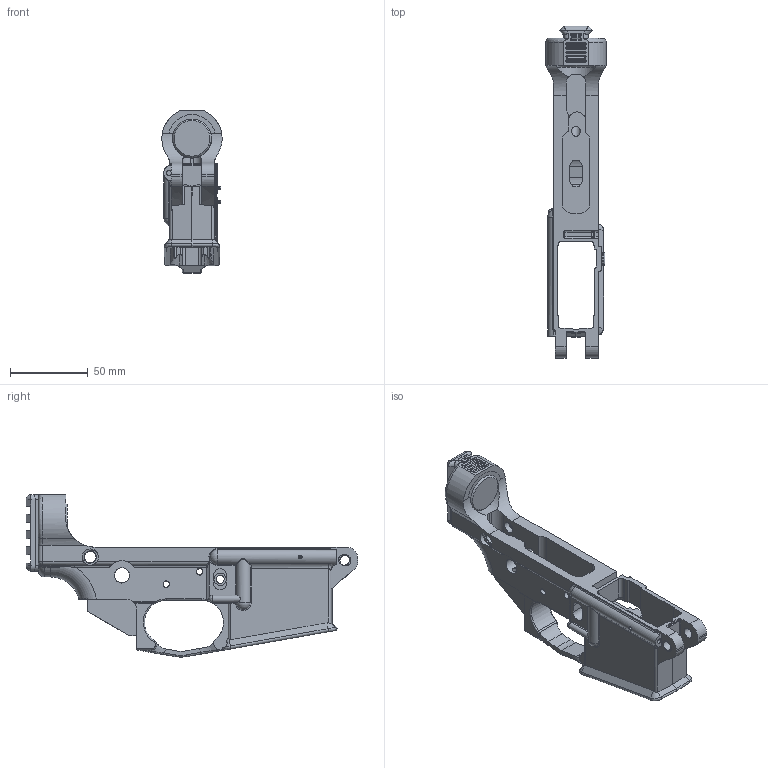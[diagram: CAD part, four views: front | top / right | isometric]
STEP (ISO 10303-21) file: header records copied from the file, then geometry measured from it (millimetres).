
FILE_DESCRIPTION(/* description */ (''),/* implementation_level */ '2;1');
FILE_NAME(/* name */ 'SW1522.step',/* time_stamp */ '2020-10-25T01:51:26-04:00',/* author */ (''),/* organization */ (''),/* preprocessor_version */ 'ST-DEVELOPER v18.1',/* originating_system */ 'Autodesk Translation Framework v9.3.0.1241',/* authorisation */ '');
FILE_SCHEMA (('AUTOMOTIVE_DESIGN { 1 0 10303 214 3 1 1 }'));
Length unit declared in the file: millimetre
Products named in the file (5): SW1522; SW1522_1; Lower Receiver; Plug; Bevel
Assembly tree (4 placements, depth 5):
  SW1522
    SW1522_1
      Lower Receiver
        Plug
          Bevel
Bounding box: 38.75 x 213.55 x 104.4 mm (x, y, z)
Volume: 130940.3 mm3; surface area: 57341.3 mm2
Topology: 2 solids, 2 shells, 579 faces, 1557 edges, 969 vertices
Faces by surface type: cylinder 222, plane 209, bspline 87, torus 39, cone 14, sphere 8
Full cylindrical faces by diameter (mm): 2.481 x1, 3.962 x2, 4.2 x1, 4.262 x2, 4.35 x1, 4.9 x1, 5.182 x1, 5.537 x1, 7 x3, 7.475 x2, 7.925 x3, 9.85 x2, 10.476 x2
Entity records: 23537 total; most frequent: CARTESIAN_POINT 9365, ORIENTED_EDGE 3082, DIRECTION 2835, EDGE_CURVE 1541, AXIS2_PLACEMENT_3D 1040, VERTEX_POINT 969, LINE 755, VECTOR 755
